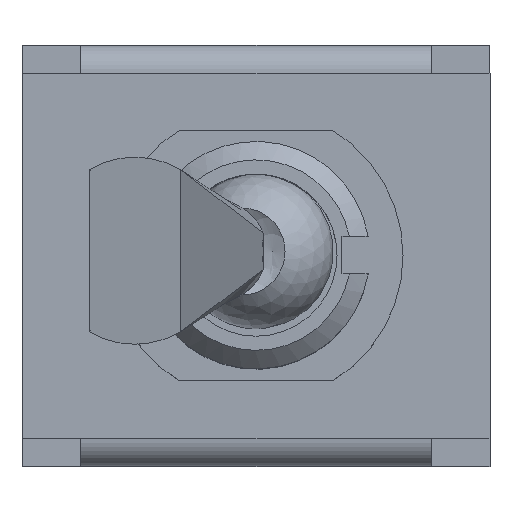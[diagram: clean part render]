
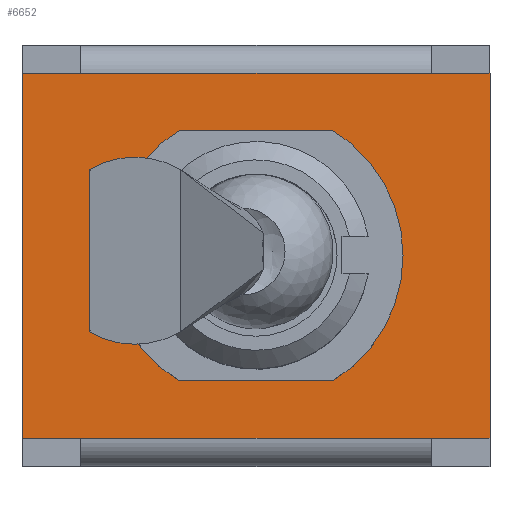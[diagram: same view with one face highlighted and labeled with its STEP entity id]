
A CAD part, top view. The second image highlights one B-rep face of the part: STEP entity #6652.
In plain terms, the highlighted planar face has unit normal (0, 0, 1).
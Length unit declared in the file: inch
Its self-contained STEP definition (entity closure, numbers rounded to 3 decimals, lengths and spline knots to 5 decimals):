
#36=FACE_BOUND('',#985,.T.);
#226=PLANE('',#7223);
#595=FACE_OUTER_BOUND('',#984,.T.);
#984=EDGE_LOOP('',(#5632,#5633,#5634,#5635,#5636,#5637,#5638,#5639));
#985=EDGE_LOOP('',(#5640,#5641,#5642,#5643));
#1223=CIRCLE('',#7127,0.15709);
#1224=CIRCLE('',#7129,0.15709);
#1571=LINE('',#10184,#2342);
#1573=LINE('',#10189,#2344);
#1742=LINE('',#10590,#2513);
#1746=LINE('',#10597,#2517);
#1748=LINE('',#10600,#2519);
#1752=LINE('',#10609,#2523);
#1754=LINE('',#10614,#2525);
#1756=LINE('',#10617,#2527);
#1759=LINE('',#10626,#2530);
#1760=LINE('',#10629,#2531);
#2342=VECTOR('',#8323,0.3937);
#2344=VECTOR('',#8327,0.3937);
#2513=VECTOR('',#8670,0.3937);
#2517=VECTOR('',#8676,0.3937);
#2519=VECTOR('',#8680,0.3937);
#2523=VECTOR('',#8686,0.3937);
#2525=VECTOR('',#8690,0.3937);
#2527=VECTOR('',#8694,0.3937);
#2530=VECTOR('',#8707,0.3937);
#2531=VECTOR('',#8712,0.3937);
#3133=VERTEX_POINT('',#10181);
#3134=VERTEX_POINT('',#10183);
#3135=VERTEX_POINT('',#10187);
#3136=VERTEX_POINT('',#10188);
#3177=VERTEX_POINT('',#10300);
#3180=VERTEX_POINT('',#10307);
#3223=VERTEX_POINT('',#10432);
#3275=VERTEX_POINT('',#10588);
#3276=VERTEX_POINT('',#10593);
#3278=VERTEX_POINT('',#10602);
#3281=VERTEX_POINT('',#10607);
#3283=VERTEX_POINT('',#10612);
#3907=EDGE_CURVE('',#3134,#3133,#1571,.T.);
#3909=EDGE_CURVE('',#3135,#3136,#1573,.T.);
#3914=EDGE_CURVE('',#3133,#3135,#1223,.T.);
#3915=EDGE_CURVE('',#3136,#3134,#1224,.T.);
#4104=EDGE_CURVE('',#3180,#3275,#1742,.T.);
#4108=EDGE_CURVE('',#3223,#3276,#1746,.T.);
#4110=EDGE_CURVE('',#3275,#3276,#1748,.T.);
#4114=EDGE_CURVE('',#3281,#3278,#1752,.T.);
#4116=EDGE_CURVE('',#3177,#3283,#1754,.T.);
#4118=EDGE_CURVE('',#3283,#3278,#1756,.T.);
#4123=EDGE_CURVE('',#3180,#3281,#1759,.T.);
#4125=EDGE_CURVE('',#3223,#3177,#1760,.T.);
#5632=ORIENTED_EDGE('',*,*,#4125,.T.);
#5633=ORIENTED_EDGE('',*,*,#4116,.T.);
#5634=ORIENTED_EDGE('',*,*,#4118,.T.);
#5635=ORIENTED_EDGE('',*,*,#4114,.F.);
#5636=ORIENTED_EDGE('',*,*,#4123,.F.);
#5637=ORIENTED_EDGE('',*,*,#4104,.T.);
#5638=ORIENTED_EDGE('',*,*,#4110,.T.);
#5639=ORIENTED_EDGE('',*,*,#4108,.F.);
#5640=ORIENTED_EDGE('',*,*,#3909,.T.);
#5641=ORIENTED_EDGE('',*,*,#3915,.T.);
#5642=ORIENTED_EDGE('',*,*,#3907,.T.);
#5643=ORIENTED_EDGE('',*,*,#3914,.T.);
#6652=ADVANCED_FACE('',(#595,#36),#226,.T.);
#7127=AXIS2_PLACEMENT_3D('',#10197,#8335,#8336);
#7129=AXIS2_PLACEMENT_3D('',#10199,#8339,#8340);
#7223=AXIS2_PLACEMENT_3D('',#10628,#8710,#8711);
#8323=DIRECTION('',(1.,0.,0.));
#8327=DIRECTION('',(-1.,0.,0.));
#8335=DIRECTION('center_axis',(0.,0.,
-1.));
#8336=DIRECTION('ref_axis',(-1.,0.,0.));
#8339=DIRECTION('center_axis',(0.,0.,
-1.));
#8340=DIRECTION('ref_axis',(-1.,0.,0.));
#8670=DIRECTION('',(-1.,0.,0.));
#8676=DIRECTION('',(-1.,0.,0.));
#8680=DIRECTION('',(0.,-1.,0.));
#8686=DIRECTION('',(1.,0.,0.));
#8690=DIRECTION('',(1.,0.,0.));
#8694=DIRECTION('',(0.,1.,0.));
#8707=DIRECTION('',(1.,0.,0.));
#8710=DIRECTION('center_axis',(0.,0.,
1.));
#8711=DIRECTION('ref_axis',(1.,0.,0.));
#8712=DIRECTION('',(1.,0.,0.));
#10181=CARTESIAN_POINT('',(0.08221,0.13386,0.35));
#10183=CARTESIAN_POINT('',(-0.08221,0.13386,0.35));
#10184=CARTESIAN_POINT('',(-0.0411,0.13386,0.35));
#10187=CARTESIAN_POINT('',(0.08221,-0.13386,0.35));
#10188=CARTESIAN_POINT('',(-0.08221,-0.13386,0.35));
#10189=CARTESIAN_POINT('',(0.0411,-0.13386,0.35));
#10197=CARTESIAN_POINT('Origin',(0.,0.,
0.35));
#10199=CARTESIAN_POINT('Origin',(0.,0.,
0.35));
#10300=CARTESIAN_POINT('',(0.18701,-0.19508,0.35));
#10307=CARTESIAN_POINT('',(-0.18701,0.19508,0.35));
#10432=CARTESIAN_POINT('',(-0.18701,-0.19508,0.35));
#10588=CARTESIAN_POINT('',(-0.25,0.19508,0.35));
#10590=CARTESIAN_POINT('',(-0.18701,0.19508,0.35));
#10593=CARTESIAN_POINT('',(-0.25,-0.19508,0.35));
#10597=CARTESIAN_POINT('',(-0.18701,-0.19508,0.35));
#10600=CARTESIAN_POINT('',(-0.25,-0.19508,0.35));
#10602=CARTESIAN_POINT('',(0.25,0.19508,0.35));
#10607=CARTESIAN_POINT('',(0.18701,0.19508,0.35));
#10609=CARTESIAN_POINT('',(0.18701,0.19508,0.35));
#10612=CARTESIAN_POINT('',(0.25,-0.19508,0.35));
#10614=CARTESIAN_POINT('',(0.18701,-0.19508,0.35));
#10617=CARTESIAN_POINT('',(0.25,-0.19508,0.35));
#10626=CARTESIAN_POINT('',(0.,0.19508,0.35));
#10628=CARTESIAN_POINT('Origin',(0.,0.19508,
0.35));
#10629=CARTESIAN_POINT('',(0.,-0.19508,0.35));
